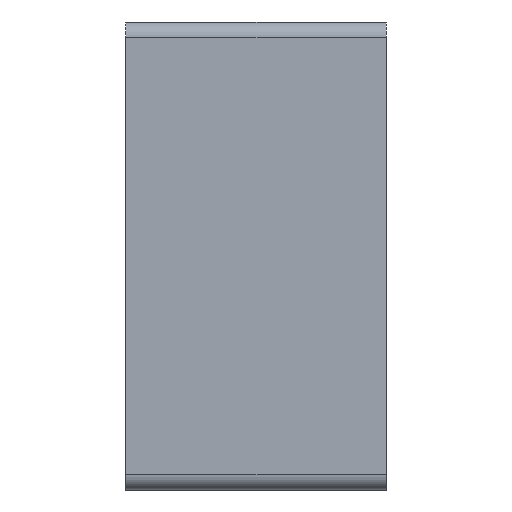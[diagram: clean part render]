
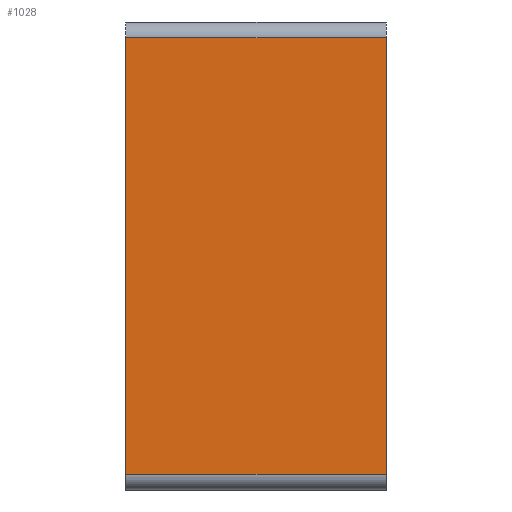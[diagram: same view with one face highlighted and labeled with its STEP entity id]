
A CAD part, left-side view. The second image highlights one B-rep face of the part: STEP entity #1028.
In plain terms, the highlighted planar face has unit normal (-1, 0, 0).
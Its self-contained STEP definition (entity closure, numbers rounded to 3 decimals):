
#844=CARTESIAN_POINT('',(-396.5,-3.0,83.75));
#845=VERTEX_POINT('',#844);
#853=CARTESIAN_POINT('',(-396.5,-3.0,-83.75));
#854=VERTEX_POINT('',#853);
#855=CARTESIAN_POINT('',(-396.5,-3.0,83.75));
#856=DIRECTION('',(0.0,0.0,-1.0));
#857=VECTOR('',#856,167.5);
#858=LINE('',#855,#857);
#859=EDGE_CURVE('',#845,#854,#858,.T.);
#986=CARTESIAN_POINT('',(-396.5,97.0,83.75));
#987=VERTEX_POINT('',#986);
#995=CARTESIAN_POINT('',(-396.5,-3.0,83.75));
#996=DIRECTION('',(0.0,1.0,0.0));
#997=VECTOR('',#996,100.0);
#998=LINE('',#995,#997);
#999=EDGE_CURVE('',#845,#987,#998,.T.);
#1005=CARTESIAN_POINT('',(-396.5,0.0,-83.75));
#1006=DIRECTION('',(-1.0,0.0,0.0));
#1007=DIRECTION('',(0.0,0.0,1.0));
#1008=AXIS2_PLACEMENT_3D('',#1005,#1006,#1007);
#1009=PLANE('',#1008);
#1010=ORIENTED_EDGE('',*,*,#999,.T.);
#1011=CARTESIAN_POINT('',(-396.5,97.0,-83.75));
#1012=VERTEX_POINT('',#1011);
#1013=CARTESIAN_POINT('',(-396.5,97.0,-83.75));
#1014=DIRECTION('',(0.0,0.0,1.0));
#1015=VECTOR('',#1014,167.5);
#1016=LINE('',#1013,#1015);
#1017=EDGE_CURVE('',#1012,#987,#1016,.T.);
#1018=ORIENTED_EDGE('',*,*,#1017,.F.);
#1019=CARTESIAN_POINT('',(-396.5,-3.0,-83.75));
#1020=DIRECTION('',(0.0,1.0,0.0));
#1021=VECTOR('',#1020,100.0);
#1022=LINE('',#1019,#1021);
#1023=EDGE_CURVE('',#854,#1012,#1022,.T.);
#1024=ORIENTED_EDGE('',*,*,#1023,.F.);
#1025=ORIENTED_EDGE('',*,*,#859,.F.);
#1026=EDGE_LOOP('',(#1010,#1018,#1024,#1025));
#1027=FACE_OUTER_BOUND('',#1026,.T.);
#1028=ADVANCED_FACE('',(#1027),#1009,.T.);
